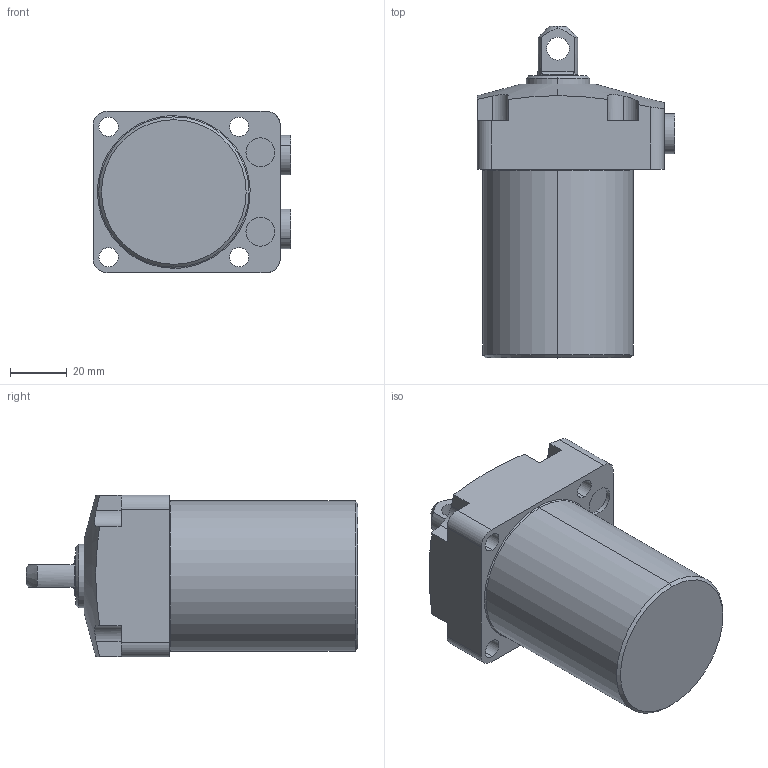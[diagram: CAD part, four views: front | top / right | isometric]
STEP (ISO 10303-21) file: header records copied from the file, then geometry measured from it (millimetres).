
FILE_DESCRIPTION (( 'STEP AP203' ), '1' );
FILE_NAME ('CNA06-50P.STEP', '2019-09-21T07:15:09', ( '微软用户' ), ( '微软中国' ), 'SwSTEP 2.0', 'SolidWorks 2012', '' );
FILE_SCHEMA (( 'CONFIG_CONTROL_DESIGN' ));
Length unit declared in the file: millimetre
Products named in the file (4): CNA06-50P_BODY; CNA06-50P_PLUG; CNA06-50P_ROD; CNA06-50P
Assembly tree (4 placements, depth 2):
  CNA06-50P
    CNA06-50P_BODY
    CNA06-50P_ROD
    CNA06-50P_PLUG  x2
Bounding box: 69.8 x 117 x 57 mm (x, y, z)
Volume: 244155.4 mm3; surface area: 37104.1 mm2
Topology: 4 solids, 4 shells, 136 faces, 319 edges, 206 vertices
Faces by surface type: cylinder 57, plane 55, cone 20, bspline 4
Entity records: 4339 total; most frequent: CARTESIAN_POINT 1171, DIRECTION 593, ORIENTED_EDGE 550, EDGE_CURVE 275, AXIS2_PLACEMENT_3D 234, VERTEX_POINT 178, EDGE_LOOP 139, VECTOR 125
